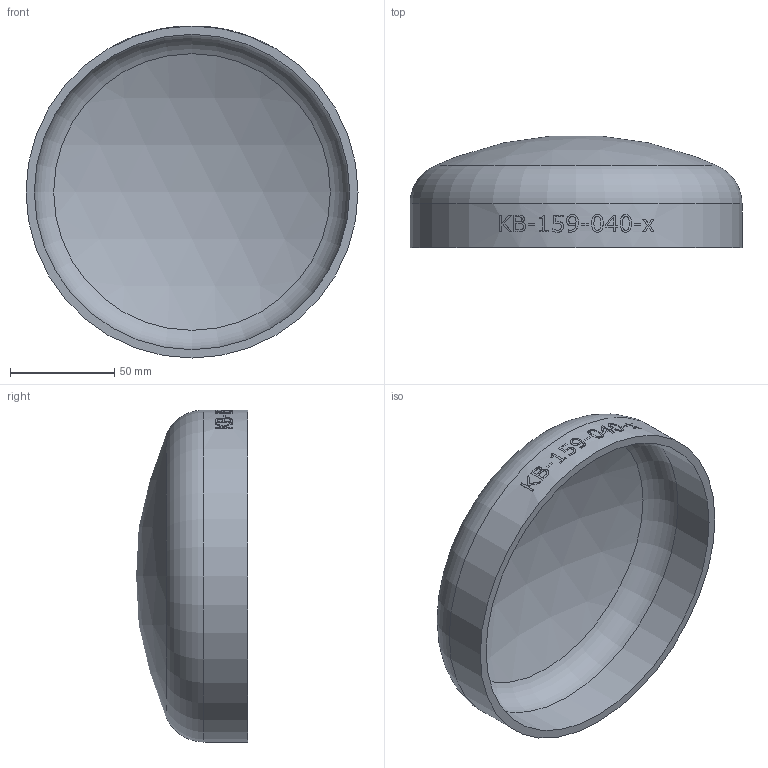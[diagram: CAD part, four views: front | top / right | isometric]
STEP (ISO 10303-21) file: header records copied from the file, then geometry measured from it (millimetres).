
FILE_DESCRIPTION (( 'STEP AP214' ), '1' );
FILE_NAME ('KB-159-040-x Klöpperboden 2003.STEP', '2020-03-26T12:56:59', ( '' ), ( '' ), 'SwSTEP 2.0', 'SolidWorks 2016', '' );
FILE_SCHEMA (( 'AUTOMOTIVE_DESIGN' ));
Length unit declared in the file: millimetre
Products named in the file (1): KB-159-040-x Klöpperboden 2003
Bounding box: 159 x 53.48 x 159 mm (x, y, z)
Volume: 137910.1 mm3; surface area: 71015.2 mm2
Topology: 1 solids, 1 shells, 174 faces, 457 edges, 304 vertices
Faces by surface type: bspline 85, plane 65, cylinder 20, torus 2, sphere 2
Full cylindrical faces by diameter (mm): 151 x1, 159 x1
Entity records: 21785 total; most frequent: CARTESIAN_POINT 16410, ORIENTED_EDGE 906, EDGE_CURVE 453, DIRECTION 437, VERTEX_POINT 304, B_SPLINE_CURVE_WITH_KNOTS 272, EDGE_LOOP 197, FACE_OUTER_BOUND 178
